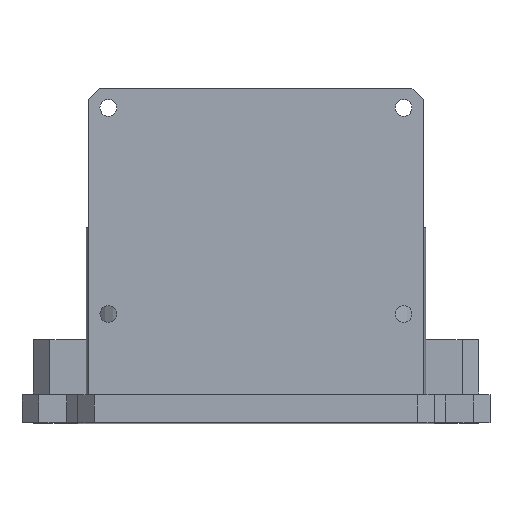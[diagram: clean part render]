
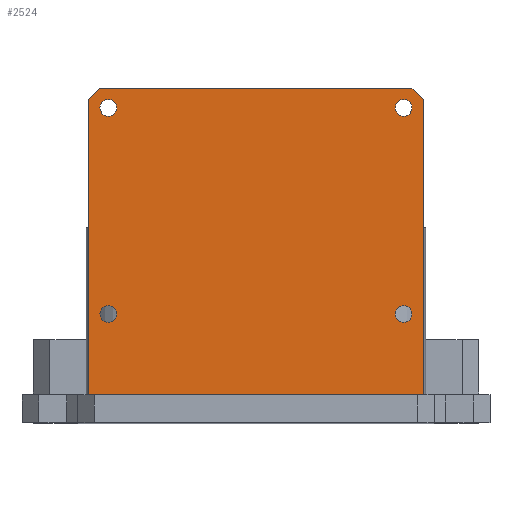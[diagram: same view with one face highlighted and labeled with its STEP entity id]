
A CAD part, top view. The second image highlights one B-rep face of the part: STEP entity #2524.
In plain terms, the highlighted planar face has unit normal (0, 0, 1).
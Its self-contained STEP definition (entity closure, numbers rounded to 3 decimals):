
#71=FACE_BOUND('',#368,.T.);
#72=FACE_BOUND('',#369,.T.);
#73=FACE_BOUND('',#370,.T.);
#74=FACE_BOUND('',#371,.T.);
#135=CIRCLE('',#2680,1.5);
#136=CIRCLE('',#2681,1.5);
#137=CIRCLE('',#2682,1.5);
#138=CIRCLE('',#2683,1.5);
#214=FACE_OUTER_BOUND('',#367,.T.);
#367=EDGE_LOOP('',(#1864,#1865,#1866,#1867,#1868,#1869));
#368=EDGE_LOOP('',(#1870));
#369=EDGE_LOOP('',(#1871));
#370=EDGE_LOOP('',(#1872));
#371=EDGE_LOOP('',(#1873));
#594=LINE('',#3717,#875);
#654=LINE('',#3849,#935);
#656=LINE('',#3853,#937);
#659=LINE('',#3858,#940);
#660=LINE('',#3860,#941);
#661=LINE('',#3861,#942);
#875=VECTOR('',#2944,10.);
#935=VECTOR('',#3056,10.);
#937=VECTOR('',#3060,10.);
#940=VECTOR('',#3065,10.);
#941=VECTOR('',#3066,10.);
#942=VECTOR('',#3067,10.);
#1166=VERTEX_POINT('',#3714);
#1167=VERTEX_POINT('',#3716);
#1212=VERTEX_POINT('',#3846);
#1213=VERTEX_POINT('',#3848);
#1214=VERTEX_POINT('',#3852);
#1216=VERTEX_POINT('',#3859);
#1217=VERTEX_POINT('',#3862);
#1218=VERTEX_POINT('',#3864);
#1219=VERTEX_POINT('',#3866);
#1220=VERTEX_POINT('',#3868);
#1404=EDGE_CURVE('',#1166,#1167,#594,.T.);
#1470=EDGE_CURVE('',#1212,#1213,#654,.T.);
#1472=EDGE_CURVE('',#1213,#1214,#656,.T.);
#1475=EDGE_CURVE('',#1212,#1167,#659,.T.);
#1476=EDGE_CURVE('',#1216,#1166,#660,.T.);
#1477=EDGE_CURVE('',#1214,#1216,#661,.T.);
#1478=EDGE_CURVE('',#1217,#1217,#135,.T.);
#1479=EDGE_CURVE('',#1218,#1218,#136,.T.);
#1480=EDGE_CURVE('',#1219,#1219,#137,.T.);
#1481=EDGE_CURVE('',#1220,#1220,#138,.T.);
#1864=ORIENTED_EDGE('',*,*,#1470,.F.);
#1865=ORIENTED_EDGE('',*,*,#1475,.T.);
#1866=ORIENTED_EDGE('',*,*,#1404,.F.);
#1867=ORIENTED_EDGE('',*,*,#1476,.F.);
#1868=ORIENTED_EDGE('',*,*,#1477,.F.);
#1869=ORIENTED_EDGE('',*,*,#1472,.F.);
#1870=ORIENTED_EDGE('',*,*,#1478,.T.);
#1871=ORIENTED_EDGE('',*,*,#1479,.T.);
#1872=ORIENTED_EDGE('',*,*,#1480,.F.);
#1873=ORIENTED_EDGE('',*,*,#1481,.F.);
#2421=PLANE('',#2679);
#2524=ADVANCED_FACE('',(#214,#71,#72,#73,#74),#2421,.F.);
#2679=AXIS2_PLACEMENT_3D('',#3857,#3063,#3064);
#2680=AXIS2_PLACEMENT_3D('',#3863,#3068,#3069);
#2681=AXIS2_PLACEMENT_3D('',#3865,#3070,#3071);
#2682=AXIS2_PLACEMENT_3D('',#3867,#3072,#3073);
#2683=AXIS2_PLACEMENT_3D('',#3869,#3074,#3075);
#2944=DIRECTION('',(-1.,0.,0.));
#3056=DIRECTION('',(0.707,0.707,0.));
#3060=DIRECTION('',(1.,0.,0.));
#3063=DIRECTION('center_axis',(0.,0.,-1.));
#3064=DIRECTION('ref_axis',(1.,0.,0.));
#3065=DIRECTION('',(0.,-1.,0.));
#3066=DIRECTION('',(0.,-1.,0.));
#3067=DIRECTION('',(0.707,-0.707,0.));
#3068=DIRECTION('center_axis',(0.,0.,-1.));
#3069=DIRECTION('ref_axis',(1.,0.,0.));
#3070=DIRECTION('center_axis',(0.,0.,-1.));
#3071=DIRECTION('ref_axis',(1.,0.,0.));
#3072=DIRECTION('center_axis',(0.,0.,1.));
#3073=DIRECTION('ref_axis',(1.,0.,0.));
#3074=DIRECTION('center_axis',(0.,0.,1.));
#3075=DIRECTION('ref_axis',(1.,0.,0.));
#3714=CARTESIAN_POINT('',(30.,14.,43.));
#3716=CARTESIAN_POINT('',(-30.,14.,43.));
#3717=CARTESIAN_POINT('',(-30.,14.,43.));
#3846=CARTESIAN_POINT('',(-30.,67.,43.));
#3848=CARTESIAN_POINT('',(-28.,69.,43.));
#3849=CARTESIAN_POINT('',(-27.75,69.25,43.));
#3852=CARTESIAN_POINT('',(28.,69.,43.));
#3853=CARTESIAN_POINT('',(30.,69.,43.));
#3857=CARTESIAN_POINT('Origin',(0.,44.,43.));
#3858=CARTESIAN_POINT('',(-30.,19.,43.));
#3859=CARTESIAN_POINT('',(30.,67.,43.));
#3860=CARTESIAN_POINT('',(30.,19.,43.));
#3861=CARTESIAN_POINT('',(27.75,69.25,43.));
#3862=CARTESIAN_POINT('',(25.,28.5,43.));
#3863=CARTESIAN_POINT('Origin',(26.5,28.5,43.));
#3864=CARTESIAN_POINT('',(-28.,28.5,43.));
#3865=CARTESIAN_POINT('Origin',(-26.5,28.5,43.));
#3866=CARTESIAN_POINT('',(25.,65.5,43.));
#3867=CARTESIAN_POINT('Origin',(26.5,65.5,43.));
#3868=CARTESIAN_POINT('',(-28.,65.5,43.));
#3869=CARTESIAN_POINT('Origin',(-26.5,65.5,43.));
